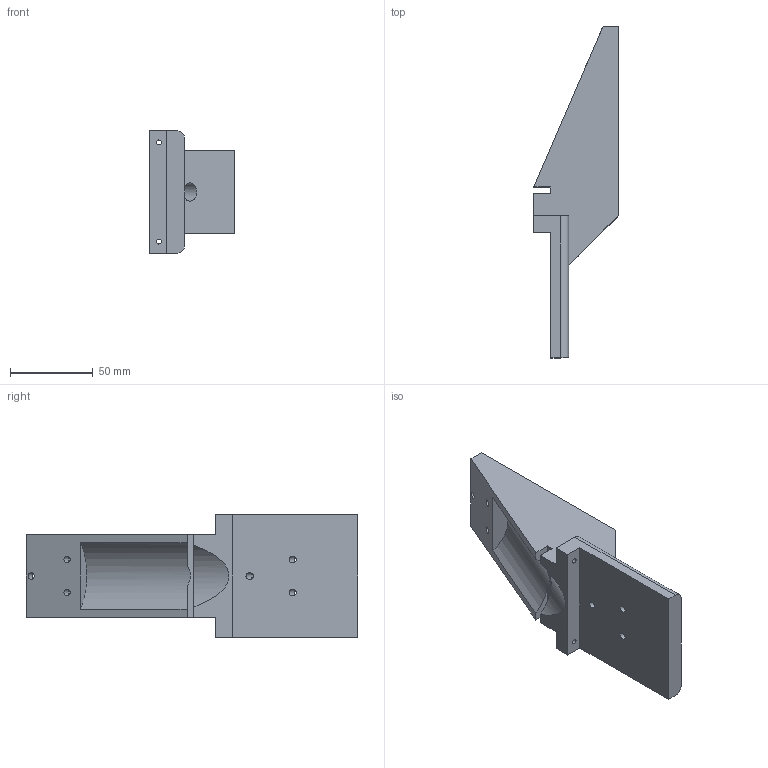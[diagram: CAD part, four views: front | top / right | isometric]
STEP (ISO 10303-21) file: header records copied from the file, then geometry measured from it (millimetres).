
FILE_DESCRIPTION(/* description */ (''),/* implementation_level */ '2;1');
FILE_NAME(/* name */ 'Camera Bracket.stp',/* time_stamp */ '2025-02-20T15:50:23-05:00',/* author */ ('mayhe'),/* organization */ (''),/* preprocessor_version */ 'ST-DEVELOPER v20',/* originating_system */ 'Autodesk Inventor 2025',/* authorisation */ '');
FILE_SCHEMA (('AUTOMOTIVE_DESIGN { 1 0 10303 214 3 1 1 }'));
Length unit declared in the file: millimetre
Products named in the file (1): Camera Bracket
Bounding box: 51 x 201 x 74.5 mm (x, y, z)
Volume: 259698.5 mm3; surface area: 41548.1 mm2
Topology: 1 solids, 1 shells, 44 faces, 111 edges, 74 vertices
Faces by surface type: plane 26, cylinder 18
Full cylindrical faces by diameter (mm): 3 x2, 4 x6, 11 x6
Entity records: 1410 total; most frequent: DIRECTION 241, CARTESIAN_POINT 230, ORIENTED_EDGE 222, EDGE_CURVE 111, AXIS2_PLACEMENT_3D 85, VERTEX_POINT 74, LINE 71, VECTOR 71
